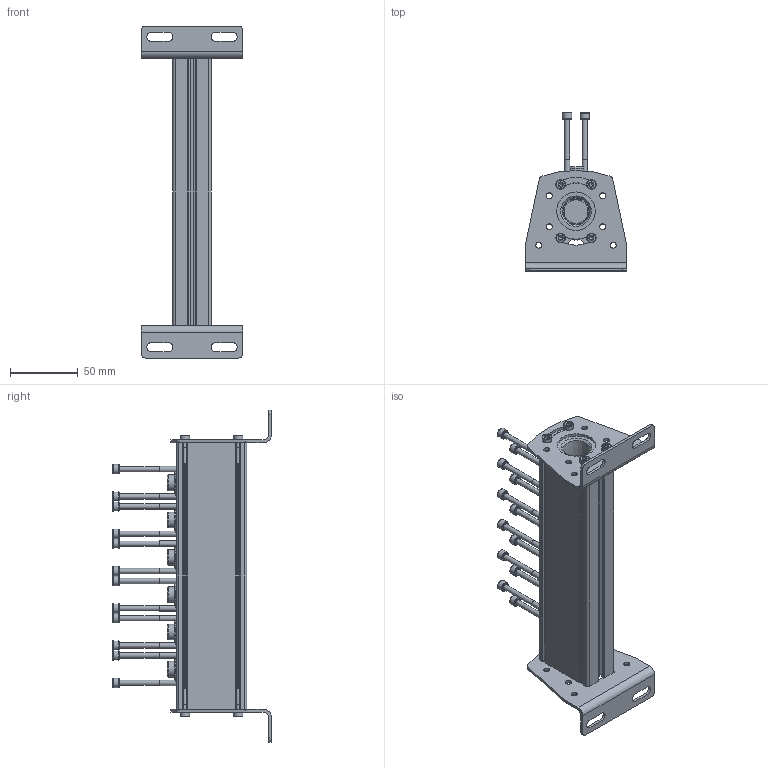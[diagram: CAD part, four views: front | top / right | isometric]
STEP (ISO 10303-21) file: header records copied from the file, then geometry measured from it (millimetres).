
FILE_DESCRIPTION(/* description */ ('STEP AP214'),/* implementation_level */ '2;1');
FILE_NAME(/* name */ '8026232_VABM-B10-25-N12-6-P53',/* time_stamp */ '2024-09-15T22:22:55+02:00',/* author */ ('License CC BY-ND 4.0'),/* organization */ ('CADENAS'),/* preprocessor_version */ 'ST-DEVELOPER v19.3',/* originating_system */ 'PARTsolutions',/* authorisation */ ' ');
FILE_SCHEMA (('AUTOMOTIVE_DESIGN {1 0 10303 214 3 1 1}'));
Length unit declared in the file: millimetre
Products named in the file (7): 8026232 VABM-B10-25-N12-6-P53; 8026232 VABM-B10-25-N12-6-P53---(M); 1654763 VUVS-G14---(S); 2833735 F-M4x50-10.9; 31785 B-1/2-NPT---(Plug); 1622823 VAME-B10-25-A---(V); 3041592 F-M4x18/12
Assembly tree (30 placements, depth 2):
  8026232 VABM-B10-25-N12-6-P53
    8026232 VABM-B10-25-N12-6-P53---(M)
    1654763 VUVS-G14---(S)  x6
    2833735 F-M4x50-10.9  x12
    31785 B-1/2-NPT---(Plug)
    1622823 VAME-B10-25-A---(V)  x2
    3041592 F-M4x18/12  x8
Bounding box: 75 x 116.8 x 245 mm (x, y, z)
Volume: 255056.2 mm3; surface area: 102865.6 mm2
Topology: 30 solids, 30 shells, 993 faces, 2384 edges, 1495 vertices
Faces by surface type: plane 502, cylinder 298, cone 145, torus 48
Full cylindrical faces by diameter (mm): 3.242 x13, 3.45 x8, 3.9 x12, 4 x20, 4.5 x12, 5 x1, 7 x20, 7.5 x6, 8.6 x6, 9.525 x1, 11.6 x6, 14.6 x6, 17.6 x1, 18.5 x6, 28.4 x2
Entity records: 9135 total; most frequent: CARTESIAN_POINT 1659, DIRECTION 1600, ORIENTED_EDGE 1312, EDGE_CURVE 656, AXIS2_PLACEMENT_3D 635, VERTEX_POINT 486, FACE_BOUND 460, EDGE_LOOP 444
